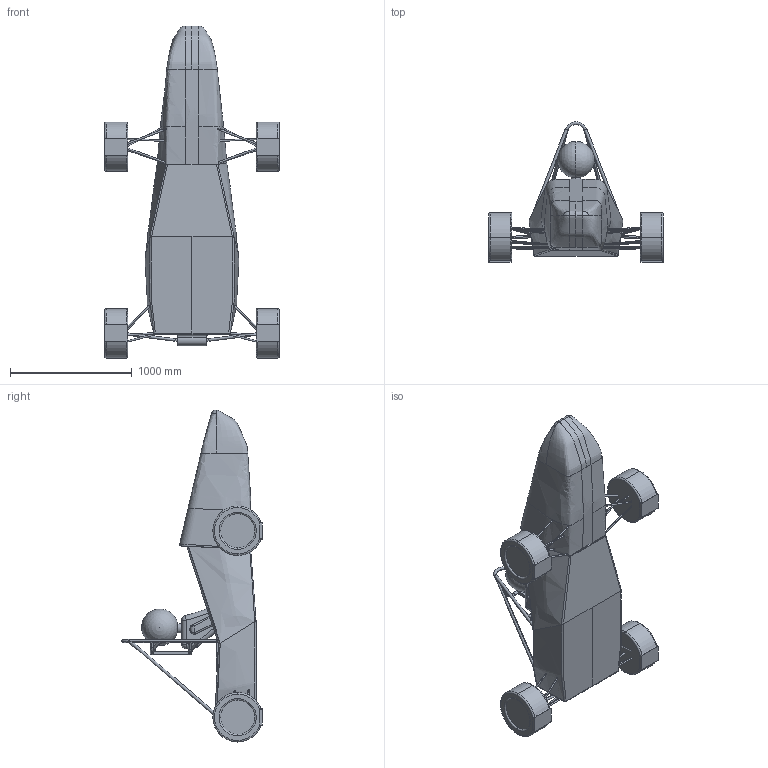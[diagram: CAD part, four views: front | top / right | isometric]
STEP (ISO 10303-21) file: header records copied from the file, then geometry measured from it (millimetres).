
FILE_DESCRIPTION (( 'STEP AP214' ), '1' );
FILE_NAME ('CFD_Block_Model_NFR25_v14.STEP', '2025-02-27T06:22:55', ( '' ), ( '' ), 'SwSTEP 2.0', 'SolidWorks 2024', '' );
FILE_SCHEMA (( 'AUTOMOTIVE_DESIGN' ));
Length unit declared in the file: inch
Products named in the file (1): CFD_Block_Model_NFR25_v14
Bounding box: 1435.1 x 1155.7 x 2724.84 mm (x, y, z)
Volume: 703856383.3 mm3; surface area: 8733304 mm2
Topology: 9 solids, 9 shells, 403 faces, 1104 edges, 694 vertices
Faces by surface type: cylinder 161, plane 99, bspline 83, torus 48, sphere 12
Entity records: 31502 total; most frequent: CARTESIAN_POINT 22328, ORIENTED_EDGE 2162, DIRECTION 1581, EDGE_CURVE 1081, VERTEX_POINT 687, AXIS2_PLACEMENT_3D 618, EDGE_LOOP 428, ADVANCED_FACE 403
